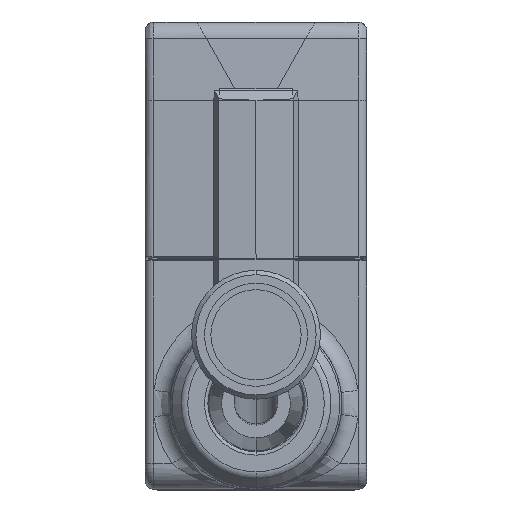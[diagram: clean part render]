
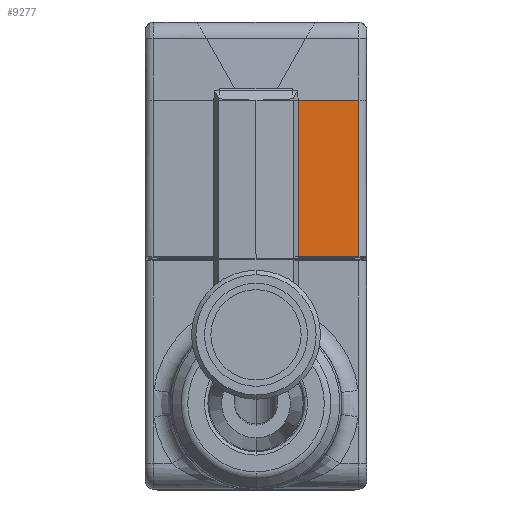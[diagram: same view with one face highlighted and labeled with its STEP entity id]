
A CAD part, front view. The second image highlights one B-rep face of the part: STEP entity #9277.
In plain terms, the highlighted planar face has unit normal (0.035, -0.999, 0).
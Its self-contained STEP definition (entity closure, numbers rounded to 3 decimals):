
#1690=DIRECTION('',(-0.999,-0.035,0.));
#1691=VECTOR('',#1690,7.616);
#1692=CARTESIAN_POINT('',(11.935,-43.836,
-27.3));
#1693=LINE('',#1692,#1691);
#1694=DIRECTION('',(0.,0.,1.));
#1695=VECTOR('',#1694,18.197);
#1696=CARTESIAN_POINT('',(4.324,-44.101,-27.3));
#1697=LINE('',#1696,#1695);
#1698=DIRECTION('',(0.,0.,-1.));
#1699=VECTOR('',#1698,18.197);
#1700=CARTESIAN_POINT('',(11.935,-43.836,
-9.103));
#1701=LINE('',#1700,#1699);
#2205=DIRECTION('',(-0.999,-0.035,0.));
#2206=VECTOR('',#2205,7.616);
#2207=CARTESIAN_POINT('',(11.935,-43.836,
-9.103));
#2208=LINE('',#2207,#2206);
#5340=CARTESIAN_POINT('',(11.935,-43.836,
-9.103));
#5342=VERTEX_POINT('',#5340);
#5361=CARTESIAN_POINT('',(11.935,-43.836,
-27.3));
#5362=CARTESIAN_POINT('',(4.324,-44.101,-27.3));
#5363=VERTEX_POINT('',#5361);
#5364=VERTEX_POINT('',#5362);
#5543=CARTESIAN_POINT('',(4.324,-44.101,
-9.103));
#5544=VERTEX_POINT('',#5543);
#9264=CARTESIAN_POINT('',(15.,-43.729,0.));
#9265=DIRECTION('',(-0.035,0.999,0.));
#9266=DIRECTION('',(-0.999,-0.035,0.));
#9267=AXIS2_PLACEMENT_3D('',#9264,#9265,#9266);
#9268=PLANE('',#9267);
#9269=ORIENTED_EDGE('',*,*,#8335,.T.);
#9271=ORIENTED_EDGE('',*,*,#9270,.T.);
#9273=ORIENTED_EDGE('',*,*,#9272,.F.);
#9274=ORIENTED_EDGE('',*,*,#9243,.T.);
#9275=EDGE_LOOP('',(#9269,#9271,#9273,#9274));
#9276=FACE_OUTER_BOUND('',#9275,.F.);
#9277=ADVANCED_FACE('',(#9276),#9268,.F.);
#8335=EDGE_CURVE('',#5363,#5364,#1693,.T.);
#9243=EDGE_CURVE('',#5342,#5363,#1701,.T.);
#9270=EDGE_CURVE('',#5364,#5544,#1697,.T.);
#9272=EDGE_CURVE('',#5342,#5544,#2208,.T.);
